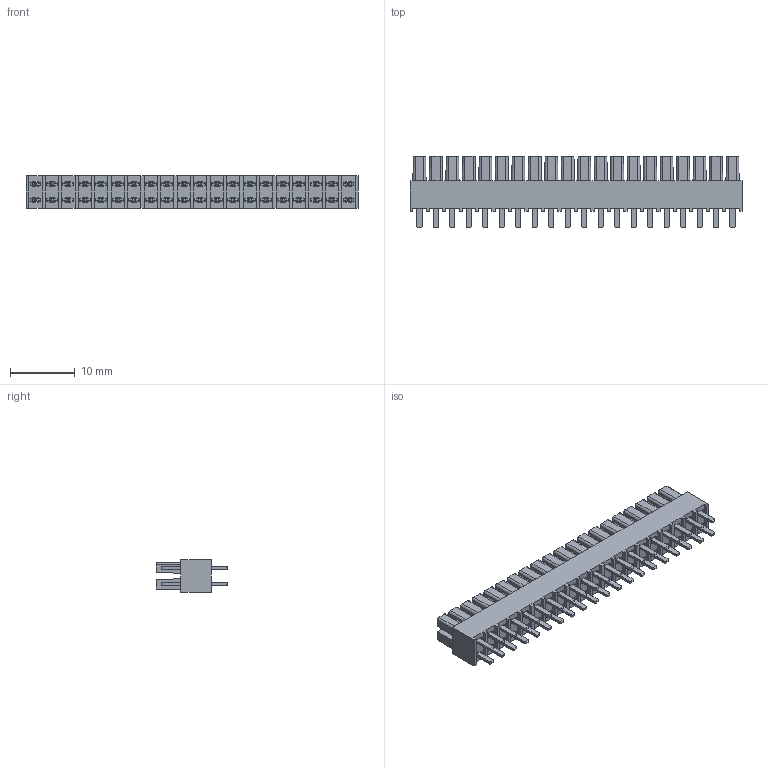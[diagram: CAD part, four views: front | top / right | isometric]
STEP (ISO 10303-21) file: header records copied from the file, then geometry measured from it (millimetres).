
FILE_DESCRIPTION(/* description */ ('STEP AP214'),/* implementation_level */ '2;1');
FILE_NAME(/* name */ 'IPS1-120-01-L-D',/* time_stamp */ '2024-09-04T05:13:18+02:00',/* author */ ('License CC BY-ND 4.0'),/* organization */ ('CADENAS'),/* preprocessor_version */ 'ST-DEVELOPER v19.3',/* originating_system */ 'PARTsolutions',/* authorisation */ ' ');
FILE_SCHEMA (('AUTOMOTIVE_DESIGN {1 0 10303 214 3 1 1}'));
Length unit declared in the file: inch
Products named in the file (3): IPS1-120-01-L-D; IPS1-120-01-L-Dt; IPS1-120-01-L-D_pin
Assembly tree (2 placements, depth 2):
  IPS1-120-01-L-D
    IPS1-120-01-L-Dt
    IPS1-120-01-L-D_pin
Bounding box: 51.18 x 11.05 x 4.95 mm (x, y, z)
Volume: 1286.8 mm3; surface area: 4176.5 mm2
Topology: 2 solids, 2 shells, 1204 faces, 3480 edges, 2320 vertices
Faces by surface type: plane 1164, cone 40
Entity records: 39042 total; most frequent: CARTESIAN_POINT 7007, ORIENTED_EDGE 6960, DIRECTION 5974, EDGE_CURVE 3480, LINE 3400, VECTOR 3400, VERTEX_POINT 2320, EDGE_LOOP 1324
